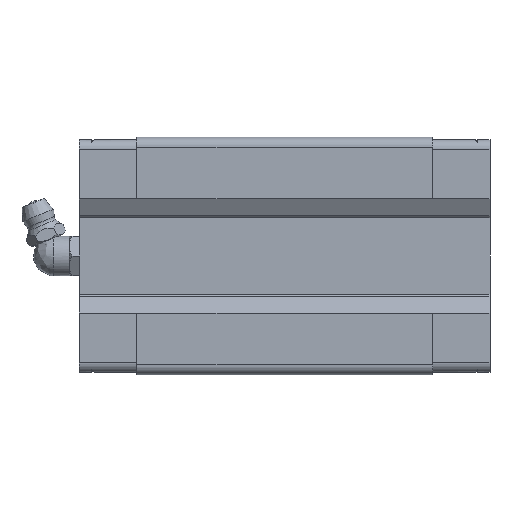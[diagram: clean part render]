
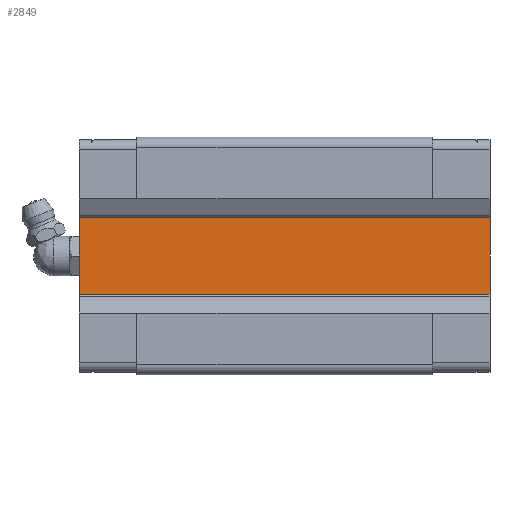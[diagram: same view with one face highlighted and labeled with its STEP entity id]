
A CAD part, front view. The second image highlights one B-rep face of the part: STEP entity #2849.
In plain terms, the highlighted planar face has unit normal (0, -1, 0).
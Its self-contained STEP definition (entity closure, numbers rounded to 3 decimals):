
#107 = CARTESIAN_POINT ( 'NONE',  ( 41.5, 11.2, -7.718 ) ) ;
#202 = AXIS2_PLACEMENT_3D ( 'NONE', #5441, #2372, #4115 ) ;
#374 = LINE ( 'NONE', #827, #5476 ) ;
#554 = VERTEX_POINT ( 'NONE', #2200 ) ;
#658 = CARTESIAN_POINT ( 'NONE',  ( 41.5, 11.2, 7.718 ) ) ;
#827 = CARTESIAN_POINT ( 'NONE',  ( 41.5, 11.2, -7.718 ) ) ;
#931 = CARTESIAN_POINT ( 'NONE',  ( -41.5, 11.2, -7.718 ) ) ;
#990 = EDGE_CURVE ( 'NONE', #2890, #554, #4756, .T. ) ;
#1045 = CARTESIAN_POINT ( 'NONE',  ( -41.5, 11.2, 7.718 ) ) ;
#1284 = ORIENTED_EDGE ( 'NONE', *, *, #1637, .T. ) ;
#1539 = DIRECTION ( 'NONE',  ( 1., 0., 0. ) ) ;
#1584 = DIRECTION ( 'NONE',  ( 0., 0., 1. ) ) ;
#1637 = EDGE_CURVE ( 'NONE', #554, #4023, #2857, .T. ) ;
#1841 = ORIENTED_EDGE ( 'NONE', *, *, #5212, .T. ) ;
#1942 = LINE ( 'NONE', #4917, #4827 ) ;
#2200 = CARTESIAN_POINT ( 'NONE',  ( -41.5, 11.2, -7.718 ) ) ;
#2372 = DIRECTION ( 'NONE',  ( 0., -1., 0. ) ) ;
#2553 = VERTEX_POINT ( 'NONE', #658 ) ;
#2849 = ADVANCED_FACE ( 'NONE', ( #4835 ), #3618, .T. ) ;
#2857 = LINE ( 'NONE', #5117, #4171 ) ;
#2890 = VERTEX_POINT ( 'NONE', #1045 ) ;
#3342 = VECTOR ( 'NONE', #4391, 1000. ) ;
#3618 = PLANE ( 'NONE',  #202 ) ;
#3661 = DIRECTION ( 'NONE',  ( -1., 0., 0. ) ) ;
#4023 = VERTEX_POINT ( 'NONE', #107 ) ;
#4115 = DIRECTION ( 'NONE',  ( 0., 0., -1. ) ) ;
#4171 = VECTOR ( 'NONE', #1539, 1000. ) ;
#4391 = DIRECTION ( 'NONE',  ( 0., 0., -1. ) ) ;
#4453 = EDGE_LOOP ( 'NONE', ( #4583, #1841, #4812, #1284 ) ) ;
#4514 = EDGE_CURVE ( 'NONE', #4023, #2553, #374, .T. ) ;
#4583 = ORIENTED_EDGE ( 'NONE', *, *, #4514, .T. ) ;
#4756 = LINE ( 'NONE', #931, #3342 ) ;
#4812 = ORIENTED_EDGE ( 'NONE', *, *, #990, .T. ) ;
#4827 = VECTOR ( 'NONE', #3661, 1000. ) ;
#4835 = FACE_OUTER_BOUND ( 'NONE', #4453, .T. ) ;
#4917 = CARTESIAN_POINT ( 'NONE',  ( 41.5, 11.2, 7.718 ) ) ;
#5117 = CARTESIAN_POINT ( 'NONE',  ( 41.5, 11.2, -7.718 ) ) ;
#5212 = EDGE_CURVE ( 'NONE', #2553, #2890, #1942, .T. ) ;
#5441 = CARTESIAN_POINT ( 'NONE',  ( 41.5, 11.2, -7.718 ) ) ;
#5476 = VECTOR ( 'NONE', #1584, 1000. ) ;
